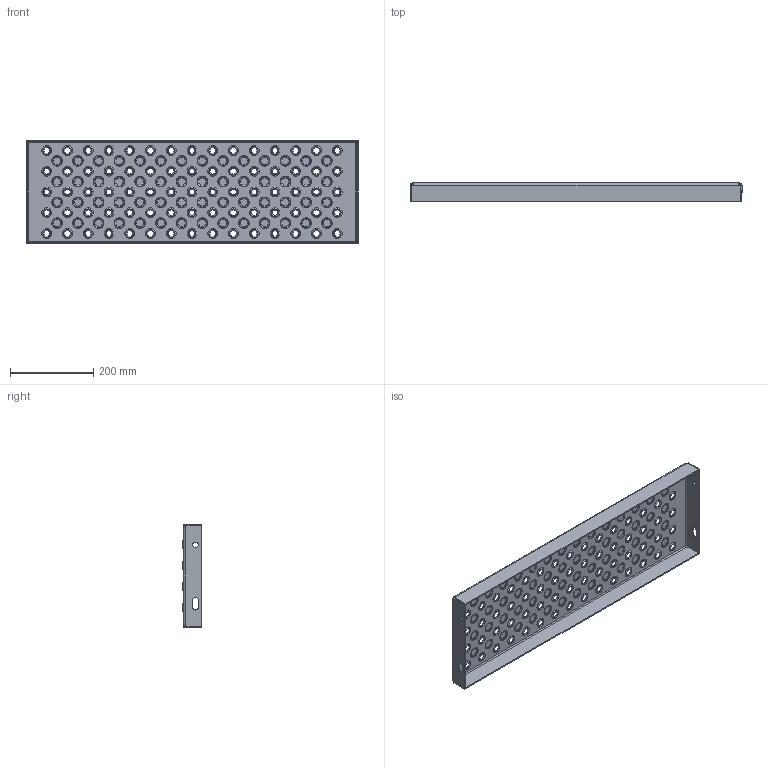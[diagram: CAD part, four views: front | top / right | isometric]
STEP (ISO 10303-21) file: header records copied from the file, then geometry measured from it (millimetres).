
FILE_DESCRIPTION (( 'STEP AP214' ), '1' );
FILE_NAME ('OPTIMO-Tread-Type-G-800x250x45x3-st240-F160070101.STEP', '2021-08-10T11:57:09', ( '' ), ( '' ), 'SwSTEP 2.0', 'SolidWorks 2021', '' );
FILE_SCHEMA (( 'AUTOMOTIVE_DESIGN' ));
Length unit declared in the file: millimetre
Products named in the file (1): OPTIMO-Tread-Type-G-800x250x45x3-st240-F160070101
Bounding box: 800 x 47.01 x 250 mm (x, y, z)
Volume: 822337.2 mm3; surface area: 567370.6 mm2
Topology: 1 solids, 1 shells, 1376 faces, 3454 edges, 2192 vertices
Faces by surface type: cone 674, torus 524, plane 138, cylinder 32, bspline 8
Entity records: 43604 total; most frequent: DIRECTION 8832, CARTESIAN_POINT 7887, ORIENTED_EDGE 6908, AXIS2_PLACEMENT_3D 4037, EDGE_CURVE 3454, CIRCLE 2668, VERTEX_POINT 2192, EDGE_LOOP 1646
